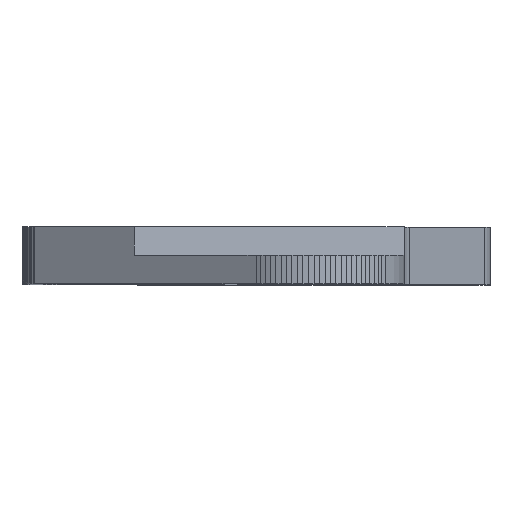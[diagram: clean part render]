
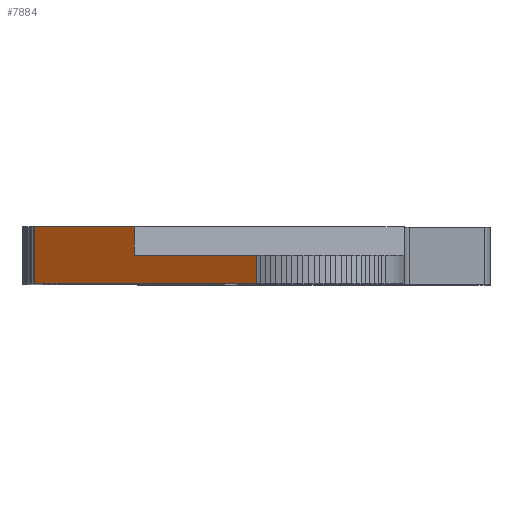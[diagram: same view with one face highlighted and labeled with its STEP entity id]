
A CAD part, top view. The second image highlights one B-rep face of the part: STEP entity #7884.
In plain terms, the highlighted planar face has unit normal (-0.565, 0, 0.825).
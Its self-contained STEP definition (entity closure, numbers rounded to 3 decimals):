
#43 = PLANE('',#44);
#44 = AXIS2_PLACEMENT_3D('',#45,#46,#47);
#45 = CARTESIAN_POINT('',(-33.,34.,-50.));
#46 = DIRECTION('',(0.,1.,0.));
#47 = DIRECTION('',(0.,0.,1.));
#97 = PLANE('',#98);
#98 = AXIS2_PLACEMENT_3D('',#99,#100,#101);
#99 = CARTESIAN_POINT('',(-32.942,40.,-9.415));
#100 = DIRECTION('',(0.,-1.,0.));
#101 = DIRECTION('',(0.,0.,-1.));
#123 = PLANE('',#124);
#124 = AXIS2_PLACEMENT_3D('',#125,#126,#127);
#125 = CARTESIAN_POINT('',(-38.433,37.,11.24));
#126 = DIRECTION('',(0.559,0.,0.829));
#127 = DIRECTION('',(0.829,0.,-0.559));
#149 = PLANE('',#150);
#150 = AXIS2_PLACEMENT_3D('',#151,#152,#153);
#151 = CARTESIAN_POINT('',(-36.074,37.,29.573));
#152 = DIRECTION('',(0.,1.,0.));
#153 = DIRECTION('',(0.982,0.,0.191));
#2122 = VERTEX_POINT('',#2123);
#2123 = CARTESIAN_POINT('',(-31.667,34.,-7.506));
#2137 = PLANE('',#2138);
#2138 = AXIS2_PLACEMENT_3D('',#2139,#2140,#2141);
#2139 = CARTESIAN_POINT('',(-31.747,37.,-7.563));
#2140 = DIRECTION('',(0.582,0.,-0.813)
  );
#2141 = DIRECTION('',(0.813,0.,0.582)
  );
#2149 = EDGE_CURVE('',#2150,#2122,#2152,.T.);
#2150 = VERTEX_POINT('',#2151);
#2151 = CARTESIAN_POINT('',(-8.495,34.,8.355));
#2152 = SURFACE_CURVE('',#2153,(#2157,#2164),.PCURVE_S1.);
#2153 = LINE('',#2154,#2155);
#2154 = CARTESIAN_POINT('',(-8.495,34.,8.355));
#2155 = VECTOR('',#2156,1.);
#2156 = DIRECTION('',(-0.825,0.,
    -0.565));
#2157 = PCURVE('',#43,#2158);
#2158 = DEFINITIONAL_REPRESENTATION('',(#2159),#2163);
#2159 = LINE('',#2160,#2161);
#2160 = CARTESIAN_POINT('',(58.355,24.505));
#2161 = VECTOR('',#2162,1.);
#2162 = DIRECTION('',(-0.565,-0.825));
#2163 = ( GEOMETRIC_REPRESENTATION_CONTEXT(2) 
PARAMETRIC_REPRESENTATION_CONTEXT() REPRESENTATION_CONTEXT('2D SPACE',''
  ) );
#2164 = PCURVE('',#2165,#2170);
#2165 = PLANE('',#2166);
#2166 = AXIS2_PLACEMENT_3D('',#2167,#2168,#2169);
#2167 = CARTESIAN_POINT('',(-8.495,34.,8.355));
#2168 = DIRECTION('',(-0.565,0.,0.825)
  );
#2169 = DIRECTION('',(-0.825,0.,
    -0.565));
#2170 = DEFINITIONAL_REPRESENTATION('',(#2171),#2175);
#2171 = LINE('',#2172,#2173);
#2172 = CARTESIAN_POINT('',(0.,0.));
#2173 = VECTOR('',#2174,1.);
#2174 = DIRECTION('',(1.,0.));
#2175 = ( GEOMETRIC_REPRESENTATION_CONTEXT(2) 
PARAMETRIC_REPRESENTATION_CONTEXT() REPRESENTATION_CONTEXT('2D SPACE',''
  ) );
#2193 = PLANE('',#2194);
#2194 = AXIS2_PLACEMENT_3D('',#2195,#2196,#2197);
#2195 = CARTESIAN_POINT('',(-8.,34.,8.66));
#2196 = DIRECTION('',(-0.525,0.,0.851)
  );
#2197 = DIRECTION('',(-0.851,0.,
    -0.525));
#3759 = VERTEX_POINT('',#3760);
#3760 = CARTESIAN_POINT('',(-21.231,37.,-0.363));
#3781 = EDGE_CURVE('',#3782,#3759,#3784,.T.);
#3782 = VERTEX_POINT('',#3783);
#3783 = CARTESIAN_POINT('',(-8.495,37.,8.355));
#3784 = SURFACE_CURVE('',#3785,(#3789,#3795),.PCURVE_S1.);
#3785 = LINE('',#3786,#3787);
#3786 = CARTESIAN_POINT('',(-12.94,37.,5.312));
#3787 = VECTOR('',#3788,1.);
#3788 = DIRECTION('',(-0.825,0.,-0.565));
#3789 = PCURVE('',#149,#3790);
#3790 = DEFINITIONAL_REPRESENTATION('',(#3791),#3794);
#3791 = B_SPLINE_CURVE_WITH_KNOTS('',1,(#3792,#3793),.UNSPECIFIED.,.F.,
  .F.,(2,2),(-5.387,22.693),.PIECEWISE_BEZIER_KNOTS.);
#3792 = CARTESIAN_POINT('',(23.023,26.091));
#3793 = CARTESIAN_POINT('',(-2.749,37.238));
#3794 = ( GEOMETRIC_REPRESENTATION_CONTEXT(2) 
PARAMETRIC_REPRESENTATION_CONTEXT() REPRESENTATION_CONTEXT('2D SPACE',''
  ) );
#3795 = PCURVE('',#2165,#3796);
#3796 = DEFINITIONAL_REPRESENTATION('',(#3797),#3800);
#3797 = B_SPLINE_CURVE_WITH_KNOTS('',1,(#3798,#3799),.UNSPECIFIED.,.F.,
  .F.,(2,2),(-5.387,22.693),.PIECEWISE_BEZIER_KNOTS.);
#3798 = CARTESIAN_POINT('',(0.,-3.));
#3799 = CARTESIAN_POINT('',(28.08,-3.));
#3800 = ( GEOMETRIC_REPRESENTATION_CONTEXT(2) 
PARAMETRIC_REPRESENTATION_CONTEXT() REPRESENTATION_CONTEXT('2D SPACE',''
  ) );
#4399 = VERTEX_POINT('',#4400);
#4400 = CARTESIAN_POINT('',(-21.231,40.,-0.363));
#4419 = EDGE_CURVE('',#4420,#4399,#4422,.T.);
#4420 = VERTEX_POINT('',#4421);
#4421 = CARTESIAN_POINT('',(-31.667,40.,-7.506));
#4422 = SURFACE_CURVE('',#4423,(#4427,#4434),.PCURVE_S1.);
#4423 = LINE('',#4424,#4425);
#4424 = CARTESIAN_POINT('',(-31.667,40.,-7.506));
#4425 = VECTOR('',#4426,1.);
#4426 = DIRECTION('',(0.825,0.,0.565)
  );
#4427 = PCURVE('',#97,#4428);
#4428 = DEFINITIONAL_REPRESENTATION('',(#4429),#4433);
#4429 = LINE('',#4430,#4431);
#4430 = CARTESIAN_POINT('',(-1.909,1.276));
#4431 = VECTOR('',#4432,1.);
#4432 = DIRECTION('',(-0.565,0.825));
#4433 = ( GEOMETRIC_REPRESENTATION_CONTEXT(2) 
PARAMETRIC_REPRESENTATION_CONTEXT() REPRESENTATION_CONTEXT('2D SPACE',''
  ) );
#4434 = PCURVE('',#2165,#4435);
#4435 = DEFINITIONAL_REPRESENTATION('',(#4436),#4440);
#4436 = LINE('',#4437,#4438);
#4437 = CARTESIAN_POINT('',(28.08,-6.));
#4438 = VECTOR('',#4439,1.);
#4439 = DIRECTION('',(-1.,0.));
#4440 = ( GEOMETRIC_REPRESENTATION_CONTEXT(2) 
PARAMETRIC_REPRESENTATION_CONTEXT() REPRESENTATION_CONTEXT('2D SPACE',''
  ) );
#6405 = EDGE_CURVE('',#3759,#4399,#6406,.T.);
#6406 = SURFACE_CURVE('',#6407,(#6411,#6417),.PCURVE_S1.);
#6407 = LINE('',#6408,#6409);
#6408 = CARTESIAN_POINT('',(-21.231,35.5,-0.363));
#6409 = VECTOR('',#6410,1.);
#6410 = DIRECTION('',(0.,1.,0.));
#6411 = PCURVE('',#123,#6412);
#6412 = DEFINITIONAL_REPRESENTATION('',(#6413),#6416);
#6413 = B_SPLINE_CURVE_WITH_KNOTS('',1,(#6414,#6415),.UNSPECIFIED.,.F.,
  .F.,(2,2),(1.5,4.5),.PIECEWISE_BEZIER_KNOTS.);
#6414 = CARTESIAN_POINT('',(20.749,0.));
#6415 = CARTESIAN_POINT('',(20.749,3.));
#6416 = ( GEOMETRIC_REPRESENTATION_CONTEXT(2) 
PARAMETRIC_REPRESENTATION_CONTEXT() REPRESENTATION_CONTEXT('2D SPACE',''
  ) );
#6417 = PCURVE('',#2165,#6418);
#6418 = DEFINITIONAL_REPRESENTATION('',(#6419),#6422);
#6419 = B_SPLINE_CURVE_WITH_KNOTS('',1,(#6420,#6421),.UNSPECIFIED.,.F.,
  .F.,(2,2),(1.5,4.5),.PIECEWISE_BEZIER_KNOTS.);
#6420 = CARTESIAN_POINT('',(15.434,-3.));
#6421 = CARTESIAN_POINT('',(15.434,-6.));
#6422 = ( GEOMETRIC_REPRESENTATION_CONTEXT(2) 
PARAMETRIC_REPRESENTATION_CONTEXT() REPRESENTATION_CONTEXT('2D SPACE',''
  ) );
#7837 = EDGE_CURVE('',#3782,#2150,#7838,.T.);
#7838 = SURFACE_CURVE('',#7839,(#7843,#7850),.PCURVE_S1.);
#7839 = LINE('',#7840,#7841);
#7840 = CARTESIAN_POINT('',(-8.495,40.,8.355));
#7841 = VECTOR('',#7842,1.);
#7842 = DIRECTION('',(0.,-1.,0.));
#7843 = PCURVE('',#2193,#7844);
#7844 = DEFINITIONAL_REPRESENTATION('',(#7845),#7849);
#7845 = LINE('',#7846,#7847);
#7846 = CARTESIAN_POINT('',(0.582,-6.));
#7847 = VECTOR('',#7848,1.);
#7848 = DIRECTION('',(0.,1.));
#7849 = ( GEOMETRIC_REPRESENTATION_CONTEXT(2) 
PARAMETRIC_REPRESENTATION_CONTEXT() REPRESENTATION_CONTEXT('2D SPACE',''
  ) );
#7850 = PCURVE('',#2165,#7851);
#7851 = DEFINITIONAL_REPRESENTATION('',(#7852),#7856);
#7852 = LINE('',#7853,#7854);
#7853 = CARTESIAN_POINT('',(0.,-6.));
#7854 = VECTOR('',#7855,1.);
#7855 = DIRECTION('',(0.,1.));
#7856 = ( GEOMETRIC_REPRESENTATION_CONTEXT(2) 
PARAMETRIC_REPRESENTATION_CONTEXT() REPRESENTATION_CONTEXT('2D SPACE',''
  ) );
#7884 = ADVANCED_FACE('',(#7885),#2165,.T.);
#7885 = FACE_BOUND('',#7886,.T.);
#7886 = EDGE_LOOP('',(#7887,#7888,#7889,#7890,#7891,#7892));
#7887 = ORIENTED_EDGE('',*,*,#2149,.F.);
#7888 = ORIENTED_EDGE('',*,*,#7837,.F.);
#7889 = ORIENTED_EDGE('',*,*,#3781,.T.);
#7890 = ORIENTED_EDGE('',*,*,#6405,.T.);
#7891 = ORIENTED_EDGE('',*,*,#4419,.F.);
#7892 = ORIENTED_EDGE('',*,*,#7893,.T.);
#7893 = EDGE_CURVE('',#4420,#2122,#7894,.T.);
#7894 = SURFACE_CURVE('',#7895,(#7899,#7906),.PCURVE_S1.);
#7895 = LINE('',#7896,#7897);
#7896 = CARTESIAN_POINT('',(-31.667,40.,-7.506));
#7897 = VECTOR('',#7898,1.);
#7898 = DIRECTION('',(0.,-1.,0.));
#7899 = PCURVE('',#2165,#7900);
#7900 = DEFINITIONAL_REPRESENTATION('',(#7901),#7905);
#7901 = LINE('',#7902,#7903);
#7902 = CARTESIAN_POINT('',(28.08,-6.));
#7903 = VECTOR('',#7904,1.);
#7904 = DIRECTION('',(0.,1.));
#7905 = ( GEOMETRIC_REPRESENTATION_CONTEXT(2) 
PARAMETRIC_REPRESENTATION_CONTEXT() REPRESENTATION_CONTEXT('2D SPACE',''
  ) );
#7906 = PCURVE('',#2137,#7907);
#7907 = DEFINITIONAL_REPRESENTATION('',(#7908),#7912);
#7908 = LINE('',#7909,#7910);
#7909 = CARTESIAN_POINT('',(0.098,-3.));
#7910 = VECTOR('',#7911,1.);
#7911 = DIRECTION('',(0.,1.));
#7912 = ( GEOMETRIC_REPRESENTATION_CONTEXT(2) 
PARAMETRIC_REPRESENTATION_CONTEXT() REPRESENTATION_CONTEXT('2D SPACE',''
  ) );
